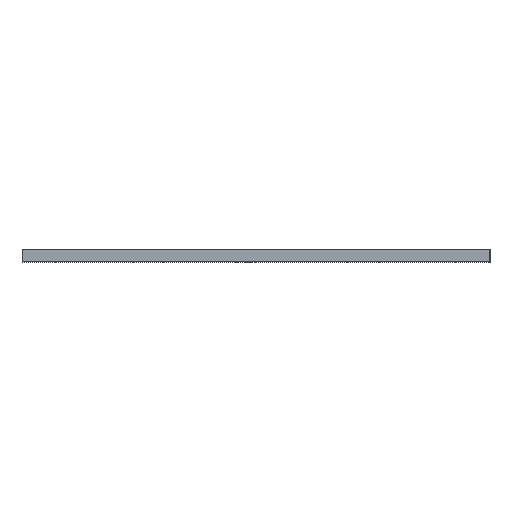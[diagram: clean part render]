
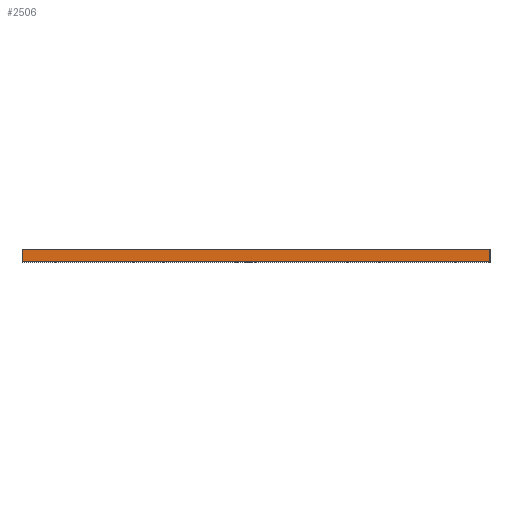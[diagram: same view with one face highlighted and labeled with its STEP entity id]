
A CAD part, top view. The second image highlights one B-rep face of the part: STEP entity #2506.
In plain terms, the highlighted planar face has unit normal (0, 0, 1).
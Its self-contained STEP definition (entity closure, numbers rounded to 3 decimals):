
#32 = CARTESIAN_POINT ( 'NONE',  ( -3044., 69.99, 0. ) ) ;
#235 = PLANE ( 'NONE',  #7118 ) ;
#474 = DIRECTION ( 'NONE',  ( 0., -1., 0. ) ) ;
#486 = CARTESIAN_POINT ( 'NONE',  ( -1522., -10., 0. ) ) ;
#792 = EDGE_CURVE ( 'NONE', #5917, #6514, #3583, .T. ) ;
#1250 = DIRECTION ( 'NONE',  ( 0., 1., 0. ) ) ;
#1713 = ORIENTED_EDGE ( 'NONE', *, *, #5949, .T. ) ;
#2506 = ADVANCED_FACE ( 'NONE', ( #7561 ), #235, .T. ) ;
#2572 = LINE ( 'NONE', #4488, #5705 ) ;
#2622 = VERTEX_POINT ( 'NONE', #8076 ) ;
#2652 = DIRECTION ( 'NONE',  ( -1., 0., 0. ) ) ;
#3239 = ORIENTED_EDGE ( 'NONE', *, *, #5992, .T. ) ;
#3521 = CARTESIAN_POINT ( 'NONE',  ( -0.01, 69.99, 0. ) ) ;
#3547 = VECTOR ( 'NONE', #2652, 1000. ) ;
#3583 = LINE ( 'NONE', #486, #3547 ) ;
#4261 = LINE ( 'NONE', #32, #5022 ) ;
#4488 = CARTESIAN_POINT ( 'NONE',  ( -0.01, 0., 0. ) ) ;
#4667 = VECTOR ( 'NONE', #474, 1000. ) ;
#4736 = ORIENTED_EDGE ( 'NONE', *, *, #7399, .T. ) ;
#5022 = VECTOR ( 'NONE', #5131, 1000. ) ;
#5131 = DIRECTION ( 'NONE',  ( -1., 0., 0. ) ) ;
#5705 = VECTOR ( 'NONE', #1250, 1000. ) ;
#5706 = CARTESIAN_POINT ( 'NONE',  ( -3043.99, -10., 0. ) ) ;
#5713 = VERTEX_POINT ( 'NONE', #3521 ) ;
#5917 = VERTEX_POINT ( 'NONE', #8072 ) ;
#5949 = EDGE_CURVE ( 'NONE', #5917, #5713, #2572, .T. ) ;
#5992 = EDGE_CURVE ( 'NONE', #5713, #2622, #4261, .T. ) ;
#6514 = VERTEX_POINT ( 'NONE', #5706 ) ;
#6748 = CARTESIAN_POINT ( 'NONE',  ( -3043.99, 30., 0. ) ) ;
#6996 = ORIENTED_EDGE ( 'NONE', *, *, #792, .F. ) ;
#7118 = AXIS2_PLACEMENT_3D ( 'NONE', #7901, #7854, #7994 ) ;
#7399 = EDGE_CURVE ( 'NONE', #2622, #6514, #7872, .T. ) ;
#7561 = FACE_OUTER_BOUND ( 'NONE', #7975, .T. ) ;
#7854 = DIRECTION ( 'NONE',  ( 0., 0., 1. ) ) ;
#7872 = LINE ( 'NONE', #6748, #4667 ) ;
#7901 = CARTESIAN_POINT ( 'NONE',  ( -3044., 0., 0. ) ) ;
#7975 = EDGE_LOOP ( 'NONE', ( #4736, #6996, #1713, #3239 ) ) ;
#7994 = DIRECTION ( 'NONE',  ( 1., 0., 0. ) ) ;
#8072 = CARTESIAN_POINT ( 'NONE',  ( -0.01, -10., 0. ) ) ;
#8076 = CARTESIAN_POINT ( 'NONE',  ( -3043.99, 69.99, 0. ) ) ;
